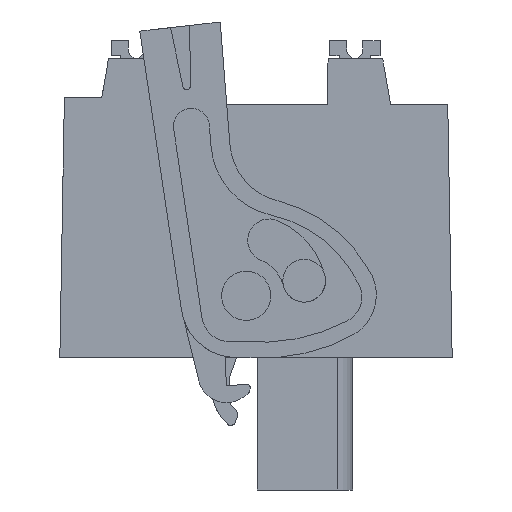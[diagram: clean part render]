
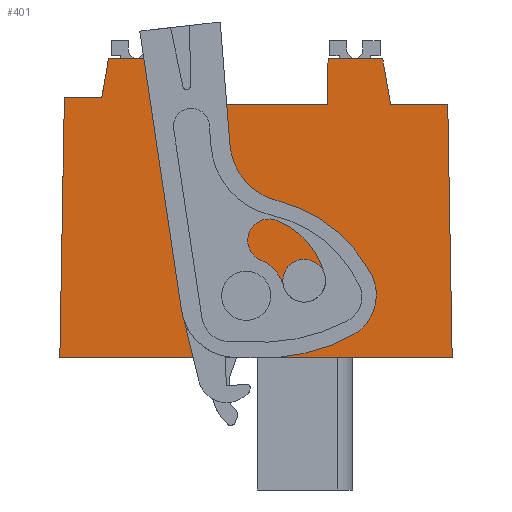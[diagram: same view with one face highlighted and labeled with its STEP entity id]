
A CAD part, left-side view. The second image highlights one B-rep face of the part: STEP entity #401.
In plain terms, the highlighted planar face has unit normal (-1, 0, 0).
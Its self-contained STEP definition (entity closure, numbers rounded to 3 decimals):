
#281=AXIS2_PLACEMENT_3D('Plane Axis2P3D',#278,#279,#280) ;
#367=AXIS2_PLACEMENT_3D('Circle Axis2P3D',#365,#366,$) ;
#376=AXIS2_PLACEMENT_3D('Circle Axis2P3D',#374,#375,$) ;
#385=AXIS2_PLACEMENT_3D('Circle Axis2P3D',#383,#384,$) ;
#394=AXIS2_PLACEMENT_3D('Circle Axis2P3D',#392,#393,$) ;
#40=CARTESIAN_POINT('Vertex',(4.85,21.679,27.192)) ;
#45=CARTESIAN_POINT('Line Origine',(4.85,19.954,27.192)) ;
#49=CARTESIAN_POINT('Vertex',(4.85,18.23,27.192)) ;
#240=CARTESIAN_POINT('Line Origine',(4.85,18.204,25.742)) ;
#244=CARTESIAN_POINT('Vertex',(4.85,18.179,24.292)) ;
#278=CARTESIAN_POINT('Axis2P3D Location',(4.85,0.,0.)) ;
#283=CARTESIAN_POINT('Line Origine',(4.85,21.89,25.967)) ;
#287=CARTESIAN_POINT('Vertex',(4.85,22.101,24.742)) ;
#290=CARTESIAN_POINT('Line Origine',(4.85,23.281,24.742)) ;
#294=CARTESIAN_POINT('Vertex',(4.85,24.461,24.742)) ;
#297=CARTESIAN_POINT('Line Origine',(4.85,24.604,16.546)) ;
#301=CARTESIAN_POINT('Vertex',(4.85,24.747,8.35)) ;
#304=CARTESIAN_POINT('Line Origine',(4.85,12.373,8.35)) ;
#308=CARTESIAN_POINT('Vertex',(4.85,0.,8.35)) ;
#311=CARTESIAN_POINT('Line Origine',(4.85,0.139,16.321)) ;
#315=CARTESIAN_POINT('Vertex',(4.85,0.278,24.292)) ;
#318=CARTESIAN_POINT('Line Origine',(4.85,2.079,24.292)) ;
#322=CARTESIAN_POINT('Vertex',(4.85,3.879,24.292)) ;
#325=CARTESIAN_POINT('Line Origine',(4.85,4.129,25.742)) ;
#329=CARTESIAN_POINT('Vertex',(4.85,4.379,27.192)) ;
#332=CARTESIAN_POINT('Line Origine',(4.85,6.104,27.192)) ;
#336=CARTESIAN_POINT('Vertex',(4.85,7.828,27.192)) ;
#339=CARTESIAN_POINT('Line Origine',(4.85,7.854,25.742)) ;
#343=CARTESIAN_POINT('Vertex',(4.85,7.879,24.292)) ;
#346=CARTESIAN_POINT('Line Origine',(4.85,13.029,24.292)) ;
#365=CARTESIAN_POINT('Axis2P3D Location',(4.85,12.991,12.252)) ;
#369=CARTESIAN_POINT('Vertex',(4.85,12.991,13.802)) ;
#371=CARTESIAN_POINT('Vertex',(4.85,12.991,10.702)) ;
#374=CARTESIAN_POINT('Axis2P3D Location',(4.85,12.991,12.252)) ;
#383=CARTESIAN_POINT('Axis2P3D Location',(4.85,9.331,13.202)) ;
#387=CARTESIAN_POINT('Vertex',(4.85,9.331,14.552)) ;
#389=CARTESIAN_POINT('Vertex',(4.85,9.331,11.852)) ;
#392=CARTESIAN_POINT('Axis2P3D Location',(4.85,9.331,13.202)) ;
#46=DIRECTION('Vector Direction',(0.,-1.,0.)) ;
#241=DIRECTION('Vector Direction',(0.,-0.017,-1.)) ;
#279=DIRECTION('Axis2P3D Direction',(-1.,0.,0.)) ;
#280=DIRECTION('Axis2P3D XDirection',(0.,0.,1.)) ;
#284=DIRECTION('Vector Direction',(0.,-0.17,0.985)) ;
#291=DIRECTION('Vector Direction',(0.,-1.,0.)) ;
#298=DIRECTION('Vector Direction',(0.,0.017,-1.)) ;
#305=DIRECTION('Vector Direction',(0.,-1.,0.)) ;
#312=DIRECTION('Vector Direction',(0.,0.017,1.)) ;
#319=DIRECTION('Vector Direction',(0.,-1.,0.)) ;
#326=DIRECTION('Vector Direction',(0.,-0.17,-0.985)) ;
#333=DIRECTION('Vector Direction',(0.,-1.,0.)) ;
#340=DIRECTION('Vector Direction',(0.,-0.017,1.)) ;
#347=DIRECTION('Vector Direction',(0.,-1.,0.)) ;
#366=DIRECTION('Axis2P3D Direction',(-1.,0.,0.)) ;
#375=DIRECTION('Axis2P3D Direction',(-1.,0.,0.)) ;
#384=DIRECTION('Axis2P3D Direction',(-1.,0.,0.)) ;
#393=DIRECTION('Axis2P3D Direction',(-1.,0.,0.)) ;
#47=VECTOR('Line Direction',#46,1.) ;
#242=VECTOR('Line Direction',#241,1.) ;
#285=VECTOR('Line Direction',#284,1.) ;
#292=VECTOR('Line Direction',#291,1.) ;
#299=VECTOR('Line Direction',#298,1.) ;
#306=VECTOR('Line Direction',#305,1.) ;
#313=VECTOR('Line Direction',#312,1.) ;
#320=VECTOR('Line Direction',#319,1.) ;
#327=VECTOR('Line Direction',#326,1.) ;
#334=VECTOR('Line Direction',#333,1.) ;
#341=VECTOR('Line Direction',#340,1.) ;
#348=VECTOR('Line Direction',#347,1.) ;
#352=ORIENTED_EDGE('',*,*,#246,.T.) ;
#353=ORIENTED_EDGE('',*,*,#51,.T.) ;
#354=ORIENTED_EDGE('',*,*,#289,.T.) ;
#355=ORIENTED_EDGE('',*,*,#296,.T.) ;
#356=ORIENTED_EDGE('',*,*,#303,.T.) ;
#357=ORIENTED_EDGE('',*,*,#310,.T.) ;
#358=ORIENTED_EDGE('',*,*,#317,.T.) ;
#359=ORIENTED_EDGE('',*,*,#324,.T.) ;
#360=ORIENTED_EDGE('',*,*,#331,.T.) ;
#361=ORIENTED_EDGE('',*,*,#338,.T.) ;
#362=ORIENTED_EDGE('',*,*,#345,.T.) ;
#363=ORIENTED_EDGE('',*,*,#350,.T.) ;
#380=ORIENTED_EDGE('',*,*,#373,.F.) ;
#381=ORIENTED_EDGE('',*,*,#378,.F.) ;
#398=ORIENTED_EDGE('',*,*,#391,.F.) ;
#399=ORIENTED_EDGE('',*,*,#396,.F.) ;
#382=FACE_BOUND('',#379,.T.) ;
#400=FACE_BOUND('',#397,.T.) ;
#401=ADVANCED_FACE('HOUSING',(#364,#382,#400),#282,.T.) ;
#368=CIRCLE('generated circle',#367,1.55) ;
#377=CIRCLE('generated circle',#376,1.55) ;
#386=CIRCLE('generated circle',#385,1.35) ;
#395=CIRCLE('generated circle',#394,1.35) ;
#51=EDGE_CURVE('',#50,#41,#48,.F.) ;
#246=EDGE_CURVE('',#245,#50,#243,.F.) ;
#289=EDGE_CURVE('',#41,#288,#286,.F.) ;
#296=EDGE_CURVE('',#288,#295,#293,.F.) ;
#303=EDGE_CURVE('',#295,#302,#300,.T.) ;
#310=EDGE_CURVE('',#302,#309,#307,.T.) ;
#317=EDGE_CURVE('',#309,#316,#314,.T.) ;
#324=EDGE_CURVE('',#316,#323,#321,.F.) ;
#331=EDGE_CURVE('',#323,#330,#328,.F.) ;
#338=EDGE_CURVE('',#330,#337,#335,.F.) ;
#345=EDGE_CURVE('',#337,#344,#342,.F.) ;
#350=EDGE_CURVE('',#344,#245,#349,.F.) ;
#373=EDGE_CURVE('',#370,#372,#368,.T.) ;
#378=EDGE_CURVE('',#372,#370,#377,.T.) ;
#391=EDGE_CURVE('',#388,#390,#386,.T.) ;
#396=EDGE_CURVE('',#390,#388,#395,.T.) ;
#351=EDGE_LOOP('',(#352,#353,#354,#355,#356,#357,#358,#359,#360,#361,#362,#363)) ;
#379=EDGE_LOOP('',(#380,#381)) ;
#397=EDGE_LOOP('',(#398,#399)) ;
#364=FACE_OUTER_BOUND('',#351,.T.) ;
#48=LINE('Line',#45,#47) ;
#243=LINE('Line',#240,#242) ;
#286=LINE('Line',#283,#285) ;
#293=LINE('Line',#290,#292) ;
#300=LINE('Line',#297,#299) ;
#307=LINE('Line',#304,#306) ;
#314=LINE('Line',#311,#313) ;
#321=LINE('Line',#318,#320) ;
#328=LINE('Line',#325,#327) ;
#335=LINE('Line',#332,#334) ;
#342=LINE('Line',#339,#341) ;
#349=LINE('Line',#346,#348) ;
#282=PLANE('',#281) ;
#41=VERTEX_POINT('',#40) ;
#50=VERTEX_POINT('',#49) ;
#245=VERTEX_POINT('',#244) ;
#288=VERTEX_POINT('',#287) ;
#295=VERTEX_POINT('',#294) ;
#302=VERTEX_POINT('',#301) ;
#309=VERTEX_POINT('',#308) ;
#316=VERTEX_POINT('',#315) ;
#323=VERTEX_POINT('',#322) ;
#330=VERTEX_POINT('',#329) ;
#337=VERTEX_POINT('',#336) ;
#344=VERTEX_POINT('',#343) ;
#370=VERTEX_POINT('',#369) ;
#372=VERTEX_POINT('',#371) ;
#388=VERTEX_POINT('',#387) ;
#390=VERTEX_POINT('',#389) ;
